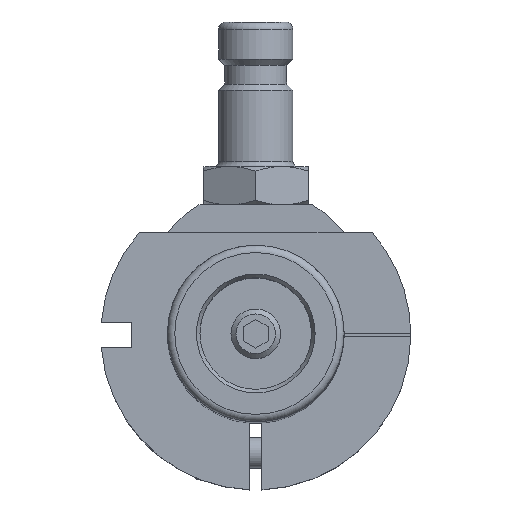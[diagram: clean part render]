
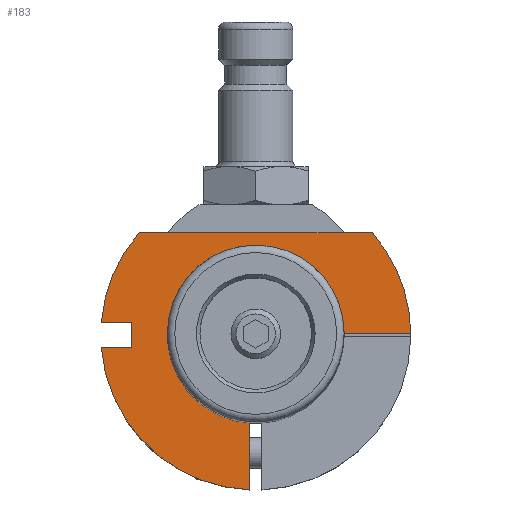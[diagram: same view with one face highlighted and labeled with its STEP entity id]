
A CAD part, top view. The second image highlights one B-rep face of the part: STEP entity #183.
In plain terms, the highlighted planar face has unit normal (0, 0, 1).
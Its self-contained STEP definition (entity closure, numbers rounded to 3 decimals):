
#98=FACE_OUTER_BOUND('',#651,.T.);
#183=ADVANCED_FACE('',(#98),#282,.T.);
#282=PLANE('',#1683);
#367=LINE('',#2422,#480);
#368=LINE('',#2424,#481);
#369=LINE('',#2425,#482);
#370=LINE('',#2427,#483);
#371=LINE('',#2429,#484);
#372=LINE('',#2433,#485);
#480=VECTOR('',#1935,1.);
#481=VECTOR('',#1936,1.);
#482=VECTOR('',#1937,1.);
#483=VECTOR('',#1938,1.);
#484=VECTOR('',#1939,1.);
#485=VECTOR('',#1942,1.);
#651=EDGE_LOOP('',(#852,#853,#854,#855,#856,#857,#858,#859,#860,#861));
#852=ORIENTED_EDGE('',*,*,#1407,.T.);
#853=ORIENTED_EDGE('',*,*,#1387,.F.);
#854=ORIENTED_EDGE('',*,*,#1408,.T.);
#855=ORIENTED_EDGE('',*,*,#1401,.F.);
#856=ORIENTED_EDGE('',*,*,#1409,.T.);
#857=ORIENTED_EDGE('',*,*,#1410,.T.);
#858=ORIENTED_EDGE('',*,*,#1411,.F.);
#859=ORIENTED_EDGE('',*,*,#1412,.F.);
#860=ORIENTED_EDGE('',*,*,#1413,.T.);
#861=ORIENTED_EDGE('',*,*,#1414,.T.);
#1234=VERTEX_POINT('',#2381);
#1235=VERTEX_POINT('',#2383);
#1246=VERTEX_POINT('',#2411);
#1247=VERTEX_POINT('',#2412);
#1250=VERTEX_POINT('',#2423);
#1251=VERTEX_POINT('',#2426);
#1252=VERTEX_POINT('',#2428);
#1253=VERTEX_POINT('',#2430);
#1254=VERTEX_POINT('',#2432);
#1255=VERTEX_POINT('',#2434);
#1387=EDGE_CURVE('',#1234,#1235,#1577,.T.);
#1401=EDGE_CURVE('',#1246,#1247,#1584,.T.);
#1407=EDGE_CURVE('',#1250,#1235,#367,.T.);
#1408=EDGE_CURVE('',#1234,#1247,#368,.T.);
#1409=EDGE_CURVE('',#1246,#1251,#369,.T.);
#1410=EDGE_CURVE('',#1251,#1252,#370,.T.);
#1411=EDGE_CURVE('',#1253,#1252,#371,.T.);
#1412=EDGE_CURVE('',#1254,#1253,#1586,.T.);
#1413=EDGE_CURVE('',#1254,#1255,#372,.T.);
#1414=EDGE_CURVE('',#1255,#1250,#1587,.T.);
#1577=CIRCLE('',#1667,25.);
#1584=CIRCLE('',#1677,25.);
#1586=CIRCLE('',#1681,25.);
#1587=CIRCLE('',#1682,14.25);
#1667=AXIS2_PLACEMENT_3D('',#2382,#1896,#1897);
#1677=AXIS2_PLACEMENT_3D('',#2410,#1923,#1924);
#1681=AXIS2_PLACEMENT_3D('',#2431,#1940,#1941);
#1682=AXIS2_PLACEMENT_3D('',#2435,#1943,#1944);
#1683=AXIS2_PLACEMENT_3D('',#2436,#1945,#1946);
#1896=DIRECTION('',(0.,0.,-1.));
#1897=DIRECTION('',(0.,-1.,0.));
#1923=DIRECTION('',(0.,0.,-1.));
#1924=DIRECTION('',(0.,-1.,0.));
#1935=DIRECTION('',(1.,0.,0.));
#1936=DIRECTION('',(-1.,0.,0.));
#1937=DIRECTION('',(1.,0.,0.));
#1938=DIRECTION('',(0.,-1.,0.));
#1939=DIRECTION('',(1.,0.,0.));
#1940=DIRECTION('',(0.,0.,-1.));
#1941=DIRECTION('',(0.,-1.,0.));
#1942=DIRECTION('',(0.,1.,0.));
#1943=DIRECTION('',(0.,0.,-1.));
#1944=DIRECTION('',(0.,-1.,0.));
#1945=DIRECTION('',(0.,0.,1.));
#1946=DIRECTION('',(0.,1.,0.));
#2381=CARTESIAN_POINT('',(18.782,16.5,0.));
#2382=CARTESIAN_POINT('',(0.,0.,0.));
#2383=CARTESIAN_POINT('',(24.999,0.25,0.));
#2410=CARTESIAN_POINT('',(0.,0.,0.));
#2411=CARTESIAN_POINT('',(-24.919,2.01,0.));
#2412=CARTESIAN_POINT('',(-18.782,16.5,0.));
#2422=CARTESIAN_POINT('',(10.,0.25,0.));
#2423=CARTESIAN_POINT('',(14.248,0.25,0.));
#2424=CARTESIAN_POINT('',(0.,16.5,0.));
#2425=CARTESIAN_POINT('',(-40.,2.01,0.));
#2426=CARTESIAN_POINT('',(-20.,2.01,0.));
#2427=CARTESIAN_POINT('',(-20.,2.01,0.));
#2428=CARTESIAN_POINT('',(-20.,-2.01,0.));
#2429=CARTESIAN_POINT('',(-40.,-2.01,0.));
#2430=CARTESIAN_POINT('',(-24.919,-2.01,0.));
#2431=CARTESIAN_POINT('',(0.,0.,0.));
#2432=CARTESIAN_POINT('',(-1.,-24.98,0.));
#2433=CARTESIAN_POINT('',(-1.,-39.5,0.));
#2434=CARTESIAN_POINT('',(-1.,-14.215,0.));
#2435=CARTESIAN_POINT('',(0.,0.,0.));
#2436=CARTESIAN_POINT('',(0.,0.,0.));
